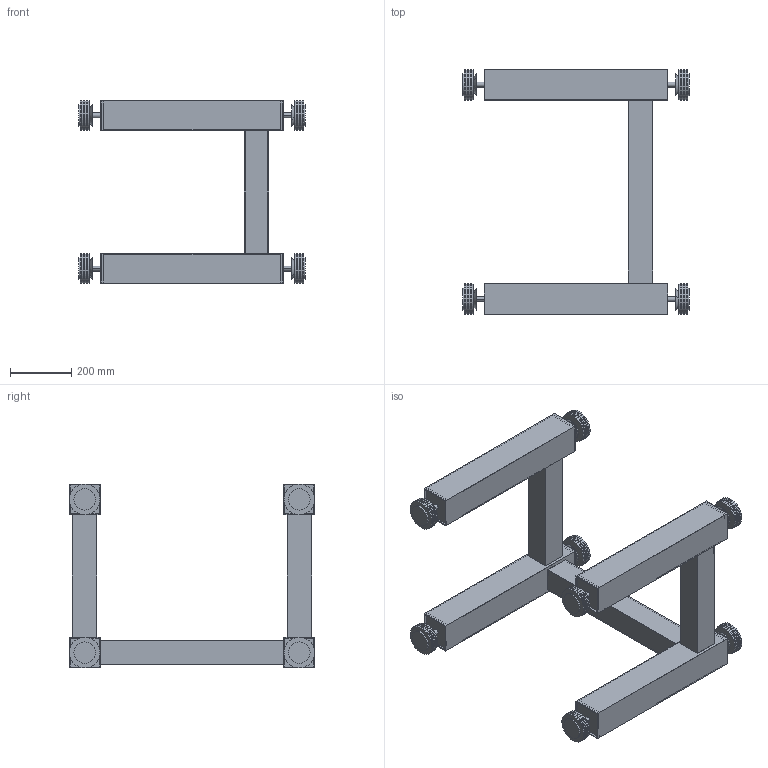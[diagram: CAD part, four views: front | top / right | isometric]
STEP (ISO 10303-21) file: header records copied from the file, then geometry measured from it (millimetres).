
FILE_DESCRIPTION (( 'STEP AP203' ), '1' );
FILE_NAME ('1TS05-07-06.STEP', '2008-02-05T08:30:18', ( 'STANDA' ), ( '' ), 'SwSTEP 2.0', 'SolidWorks 2003240', '' );
FILE_SCHEMA (( 'CONFIG_CONTROL_DESIGN' ));
Length unit declared in the file: millimetre
Products named in the file (1): 1TS05-07-06
Bounding box: 740 x 800 x 600 mm (x, y, z)
Volume: 6673619.3 mm3; surface area: 3161817.5 mm2
Topology: 1 solids, 8 shells, 524 faces, 1184 edges, 796 vertices
Faces by surface type: plane 310, cylinder 160, cone 32, bspline 22
Entity records: 17547 total; most frequent: CARTESIAN_POINT 5673, DIRECTION 2406, ORIENTED_EDGE 2368, EDGE_CURVE 1184, AXIS2_PLACEMENT_3D 879, VERTEX_POINT 796, VECTOR 648, LINE 648
